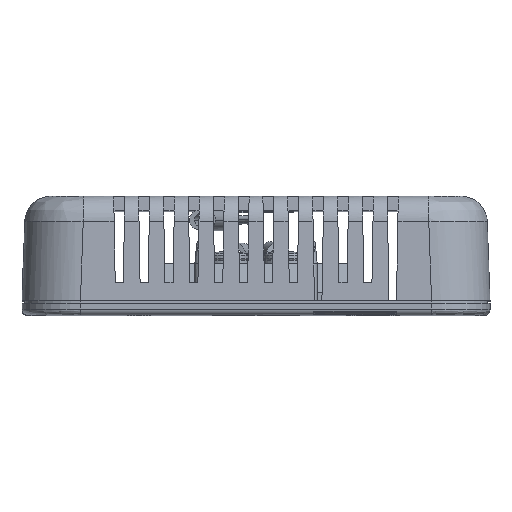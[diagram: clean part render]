
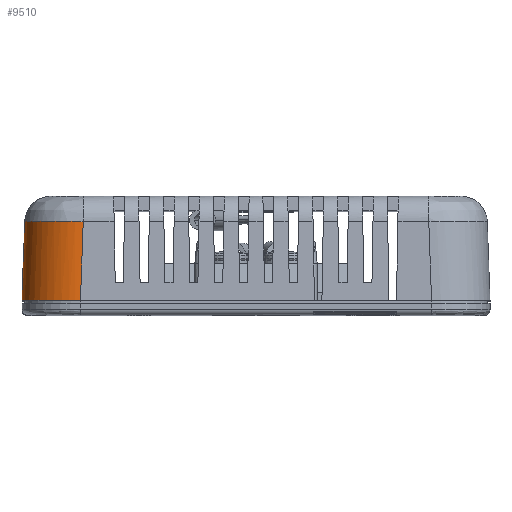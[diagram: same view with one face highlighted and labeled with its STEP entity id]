
A CAD part, top view. The second image highlights one B-rep face of the part: STEP entity #9510.
In plain terms, the highlighted cylindrical face has radius 10 mm (diameter 20 mm), a partial arc.
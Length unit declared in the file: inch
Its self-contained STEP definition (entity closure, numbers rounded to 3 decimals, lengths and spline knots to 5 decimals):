
#1073 = ORIENTED_EDGE ( 'NONE', *, *, #16744, .T. ) ;
#1250 = CARTESIAN_POINT ( 'NONE',  ( -1.47315, 0.63079, 1.40939 ) ) ;
#2001 = CARTESIAN_POINT ( 'NONE',  ( -1.55625, 0.62833, 1.16926 ) ) ;
#2845 = ORIENTED_EDGE ( 'NONE', *, *, #26702, .T. ) ;
#2906 =( BOUNDED_CURVE ( )  B_SPLINE_CURVE ( 3, ( #11011, #46112, #50212, #15142 ),
 .UNSPECIFIED., .F., .F. ) 
 B_SPLINE_CURVE_WITH_KNOTS ( ( 4, 4 ),
 ( 1.5551, 1.57141 ),
 .UNSPECIFIED. ) 
 CURVE ( )  GEOMETRIC_REPRESENTATION_ITEM ( )  RATIONAL_B_SPLINE_CURVE ( ( 1., 1., 1., 1. ) ) 
 REPRESENTATION_ITEM ( '' )  );
#3523 = LINE ( 'NONE', #19240, #5664 ) ;
#5372 = CARTESIAN_POINT ( 'NONE',  ( -1.17991, 0.12584, 1.17991 ) ) ;
#5377 = CARTESIAN_POINT ( 'NONE',  ( -1.55534, 0.62916, 1.22288 ) ) ;
#5394 = AXIS2_PLACEMENT_3D ( 'NONE', #5372, #25723, #9485 ) ;
#5664 = VECTOR ( 'NONE', #38067, 39.37008 ) ;
#6429 = CARTESIAN_POINT ( 'NONE',  ( -1.41188, 0.09843, 1.5748 ) ) ;
#7200 = EDGE_CURVE ( 'NONE', #41523, #31105, #2906, .T. ) ;
#9070 = ORIENTED_EDGE ( 'NONE', *, *, #22625, .F. ) ;
#9485 = DIRECTION ( 'NONE',  ( 0., 0.035, 0.999 ) ) ;
#9510 = ADVANCED_FACE ( 'NONE', ( #9991 ), #20853, .T. ) ;
#9757 = CARTESIAN_POINT ( 'NONE',  ( -1.54339, 0.6298, 1.27485 ) ) ;
#9991 = FACE_OUTER_BOUND ( 'NONE', #15499, .T. ) ;
#11011 = CARTESIAN_POINT ( 'NONE',  ( -1.55625, 0.62833, 1.16926 ) ) ;
#12985 = CARTESIAN_POINT ( 'NONE',  ( -1.18134, 0.09843, 1.5748 ) ) ;
#13127 = CARTESIAN_POINT ( 'NONE',  ( -1.21659, 0.62907, 1.55627 ) ) ;
#13374 = ORIENTED_EDGE ( 'NONE', *, *, #35688, .T. ) ;
#15142 = CARTESIAN_POINT ( 'NONE',  ( -1.56058, 0.50568, 1.16712 ) ) ;
#15499 = EDGE_LOOP ( 'NONE', ( #13374, #2845, #21078, #9070, #1073 ) ) ;
#15871 = CARTESIAN_POINT ( 'NONE',  ( -1.55625, 0.62833, 1.16926 ) ) ;
#16015 = VECTOR ( 'NONE', #44374, 39.37008 ) ;
#16744 = EDGE_CURVE ( 'NONE', #30082, #20005, #47489, .T. ) ;
#19240 = CARTESIAN_POINT ( 'NONE',  ( -1.17991, 0.13958, 1.57337 ) ) ;
#20005 = VERTEX_POINT ( 'NONE', #12985 ) ;
#20619 = CARTESIAN_POINT ( 'NONE',  ( -1.26881, 0.62973, 1.54512 ) ) ;
#20853 = CYLINDRICAL_SURFACE ( 'NONE', #5394, 0.3937 ) ;
#21078 = ORIENTED_EDGE ( 'NONE', *, *, #7200, .T. ) ;
#21550 = B_SPLINE_CURVE_WITH_KNOTS ( 'NONE', 3,
 ( #37079, #13127, #20619, #29087, #48936, #45094, #29355, #1250, #32977, #9757, #5377, #2001 ),
 .UNSPECIFIED., .F., .F.,
 ( 4, 2, 2, 2, 2, 4 ),
 ( 0., 0.25, 0.375, 0.5, 0.75, 1. ),
 .UNSPECIFIED. ) ;
#22625 = EDGE_CURVE ( 'NONE', #30082, #31105, #42582, .T. ) ;
#25281 = CARTESIAN_POINT ( 'NONE',  ( -1.5748, 0.09843, 1.18134 ) ) ;
#25723 = DIRECTION ( 'NONE',  ( 0.035, 0.999, -0.035 ) ) ;
#26702 = EDGE_CURVE ( 'NONE', #31043, #41523, #21550, .T. ) ;
#26916 = CARTESIAN_POINT ( 'NONE',  ( -1.56058, 0.50568, 1.16712 ) ) ;
#29087 = CARTESIAN_POINT ( 'NONE',  ( -1.33923, 0.63037, 1.51539 ) ) ;
#29355 = CARTESIAN_POINT ( 'NONE',  ( -1.42151, 0.63078, 1.4602 ) ) ;
#30082 = VERTEX_POINT ( 'NONE', #48792 ) ;
#31043 = VERTEX_POINT ( 'NONE', #50373 ) ;
#31105 = VERTEX_POINT ( 'NONE', #26916 ) ;
#32977 = CARTESIAN_POINT ( 'NONE',  ( -1.50227, 0.63062, 1.36811 ) ) ;
#34254 = CARTESIAN_POINT ( 'NONE',  ( -1.5748, 0.09843, 1.41188 ) ) ;
#35688 = EDGE_CURVE ( 'NONE', #20005, #31043, #3523, .T. ) ;
#37079 = CARTESIAN_POINT ( 'NONE',  ( -1.16284, 0.62823, 1.5563 ) ) ;
#38067 = DIRECTION ( 'NONE',  ( 0.035, 0.999, -0.035 ) ) ;
#41523 = VERTEX_POINT ( 'NONE', #15871 ) ;
#42582 = LINE ( 'NONE', #25281, #16015 ) ;
#44374 = DIRECTION ( 'NONE',  ( 0.035, 0.999, -0.035 ) ) ;
#45094 = CARTESIAN_POINT ( 'NONE',  ( -1.40257, 0.63073, 1.47571 ) ) ;
#45598 = CARTESIAN_POINT ( 'NONE',  ( -1.5748, 0.09843, 1.18134 ) ) ;
#46112 = CARTESIAN_POINT ( 'NONE',  ( -1.55771, 0.58745, 1.16855 ) ) ;
#47489 =( BOUNDED_CURVE ( )  B_SPLINE_CURVE ( 3, ( #45598, #34254, #6429, #49977 ),
 .UNSPECIFIED., .F., .T. ) 
 B_SPLINE_CURVE_WITH_KNOTS ( ( 4, 4 ),
 ( 2.3568, 3.92638 ),
 .UNSPECIFIED. ) 
 CURVE ( )  GEOMETRIC_REPRESENTATION_ITEM ( )  RATIONAL_B_SPLINE_CURVE ( ( 1., 0.805, 0.805, 1. ) ) 
 REPRESENTATION_ITEM ( '' )  );
#48792 = CARTESIAN_POINT ( 'NONE',  ( -1.5748, 0.09843, 1.18134 ) ) ;
#48936 = CARTESIAN_POINT ( 'NONE',  ( -1.36142, 0.63052, 1.50333 ) ) ;
#49977 = CARTESIAN_POINT ( 'NONE',  ( -1.18134, 0.09843, 1.5748 ) ) ;
#50212 = CARTESIAN_POINT ( 'NONE',  ( -1.55915, 0.54657, 1.16783 ) ) ;
#50373 = CARTESIAN_POINT ( 'NONE',  ( -1.16284, 0.62823, 1.5563 ) ) ;
